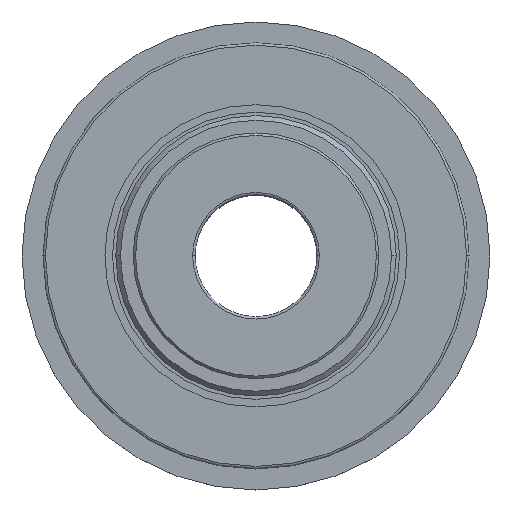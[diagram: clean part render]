
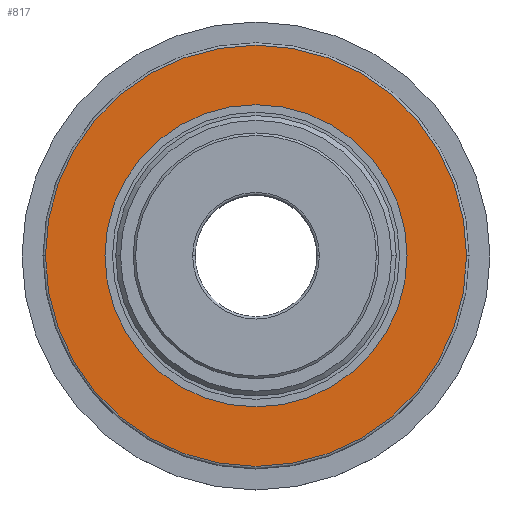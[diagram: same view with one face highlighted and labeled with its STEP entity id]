
A CAD part, top view. The second image highlights one B-rep face of the part: STEP entity #817.
In plain terms, the highlighted planar face has unit normal (0, 0, 1).
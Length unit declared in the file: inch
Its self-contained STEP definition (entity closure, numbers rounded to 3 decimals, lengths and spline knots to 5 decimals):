
#133 = VERTEX_POINT ( 'NONE', #2474 ) ;
#195 = CARTESIAN_POINT ( 'NONE',  ( 0.6205, 0., 0.3125 ) ) ;
#203 = DIRECTION ( 'NONE',  ( -1., 0., 0. ) ) ;
#208 = CARTESIAN_POINT ( 'NONE',  ( 0., 0.6205, 0.3125 ) ) ;
#228 = EDGE_LOOP ( 'NONE', ( #2196, #1424 ) ) ;
#229 = ORIENTED_EDGE ( 'NONE', *, *, #2342, .F. ) ;
#249 = AXIS2_PLACEMENT_3D ( 'NONE', #487, #2248, #757 ) ;
#292 = CARTESIAN_POINT ( 'NONE',  ( 0.86491, 0., 0.3125 ) ) ;
#294 = AXIS2_PLACEMENT_3D ( 'NONE', #695, #2434, #947 ) ;
#432 = ORIENTED_EDGE ( 'NONE', *, *, #2549, .F. ) ;
#487 = CARTESIAN_POINT ( 'NONE',  ( 0., 0., 0.3125 ) ) ;
#584 = AXIS2_PLACEMENT_3D ( 'NONE', #3276, #1742, #203 ) ;
#695 = CARTESIAN_POINT ( 'NONE',  ( 0., 0., 0.3125 ) ) ;
#749 = AXIS2_PLACEMENT_3D ( 'NONE', #1203, #2966, #1451 ) ;
#757 = DIRECTION ( 'NONE',  ( 1., 0., 0. ) ) ;
#759 = VERTEX_POINT ( 'NONE', #195 ) ;
#817 = ADVANCED_FACE ( 'NONE', ( #3230, #1879 ), #2224, .F. ) ;
#947 = DIRECTION ( 'NONE',  ( 1., 0., 0. ) ) ;
#1203 = CARTESIAN_POINT ( 'NONE',  ( 0., 0., 0.3125 ) ) ;
#1248 = DIRECTION ( 'NONE',  ( -1., 0., 0. ) ) ;
#1424 = ORIENTED_EDGE ( 'NONE', *, *, #3243, .T. ) ;
#1451 = DIRECTION ( 'NONE',  ( -1., 0., 0. ) ) ;
#1742 = DIRECTION ( 'NONE',  ( 0., 0., 1. ) ) ;
#1879 = FACE_BOUND ( 'NONE', #2499, .T. ) ;
#2015 = VERTEX_POINT ( 'NONE', #292 ) ;
#2118 = AXIS2_PLACEMENT_3D ( 'NONE', #208, #2737, #1248 ) ;
#2195 = CIRCLE ( 'NONE', #749, 0.86491 ) ;
#2196 = ORIENTED_EDGE ( 'NONE', *, *, #2598, .T. ) ;
#2211 = CARTESIAN_POINT ( 'NONE',  ( -0.6205, 0., 0.3125 ) ) ;
#2222 = CIRCLE ( 'NONE', #294, 0.6205 ) ;
#2224 = PLANE ( 'NONE',  #2118 ) ;
#2248 = DIRECTION ( 'NONE',  ( 0., 0., 1. ) ) ;
#2342 = EDGE_CURVE ( 'NONE', #3312, #759, #2782, .T. ) ;
#2434 = DIRECTION ( 'NONE',  ( 0., 0., 1. ) ) ;
#2474 = CARTESIAN_POINT ( 'NONE',  ( -0.86491, 0., 0.3125 ) ) ;
#2499 = EDGE_LOOP ( 'NONE', ( #432, #229 ) ) ;
#2549 = EDGE_CURVE ( 'NONE', #759, #3312, #2222, .T. ) ;
#2598 = EDGE_CURVE ( 'NONE', #133, #2015, #2738, .T. ) ;
#2737 = DIRECTION ( 'NONE',  ( 0., 0., -1. ) ) ;
#2738 = CIRCLE ( 'NONE', #584, 0.86491 ) ;
#2782 = CIRCLE ( 'NONE', #249, 0.6205 ) ;
#2966 = DIRECTION ( 'NONE',  ( 0., 0., 1. ) ) ;
#3230 = FACE_OUTER_BOUND ( 'NONE', #228, .T. ) ;
#3243 = EDGE_CURVE ( 'NONE', #2015, #133, #2195, .T. ) ;
#3276 = CARTESIAN_POINT ( 'NONE',  ( 0., 0., 0.3125 ) ) ;
#3312 = VERTEX_POINT ( 'NONE', #2211 ) ;
